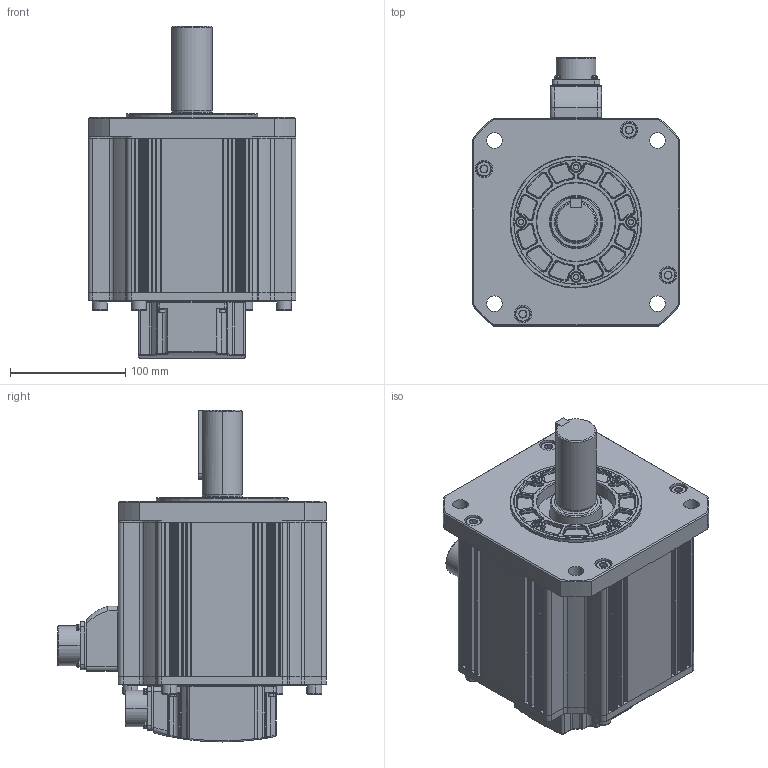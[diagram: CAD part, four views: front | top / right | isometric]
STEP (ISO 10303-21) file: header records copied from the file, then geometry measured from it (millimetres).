
FILE_DESCRIPTION (( 'STEP AP214' ), '1' );
FILE_NAME ('FM18GA001G02_Out Line(APM-FF50A_K,FF35D_K,FF30G_K,FF20M_K).STEP', '2018-12-05T06:05:08', ( '' ), ( '' ), 'SwSTEP 2.0', 'SolidWorks 2011', '' );
FILE_SCHEMA (( 'AUTOMOTIVE_DESIGN' ));
Length unit declared in the file: millimetre
Products named in the file (1): FM18GA001G02_Out Line(APM-FF50A_K,FF35D_K,FF30G_K,FF20M_K)
Bounding box: 180 x 232.5 x 287.5 mm (x, y, z)
Volume: 5011030.2 mm3; surface area: 475422.7 mm2
Topology: 57 solids, 57 shells, 2336 faces, 5833 edges, 3681 vertices
Faces by surface type: cylinder 866, plane 784, cone 270, torus 243, bspline 173
Entity records: 105588 total; most frequent: CARTESIAN_POINT 23110, DIRECTION 12126, ORIENTED_EDGE 11546, EDGE_CURVE 5773, AXIS2_PLACEMENT_3D 4707, VERTEX_POINT 3681, VECTOR 2712, LINE 2712
